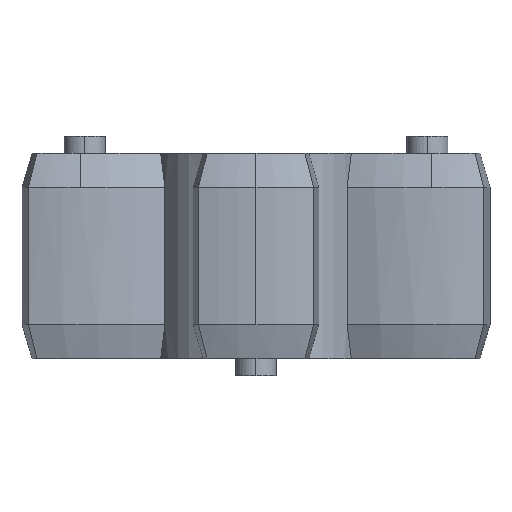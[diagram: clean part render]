
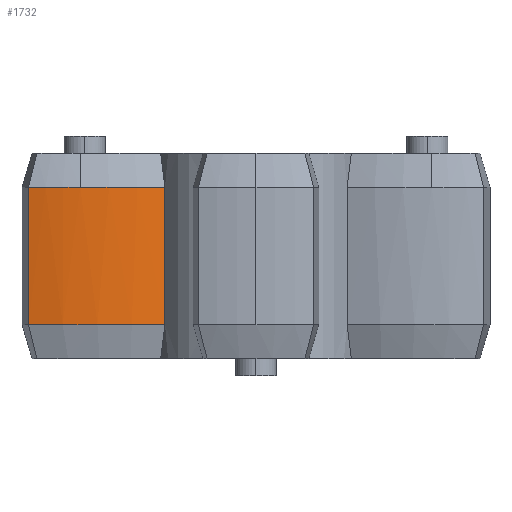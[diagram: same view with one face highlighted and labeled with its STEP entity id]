
A CAD part, left-side view. The second image highlights one B-rep face of the part: STEP entity #1732.
In plain terms, the highlighted cylindrical face has radius 6.975 mm (diameter 13.95 mm), a partial arc.
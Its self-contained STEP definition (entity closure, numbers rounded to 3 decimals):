
#142 = EDGE_CURVE ( 'NONE', #1266, #908, #1740, .T. ) ;
#196 = DIRECTION ( 'NONE',  ( 0., 0., -1. ) ) ;
#337 = DIRECTION ( 'NONE',  ( 0., 0., 1. ) ) ;
#378 = DIRECTION ( 'NONE',  ( 1., 0., 0. ) ) ;
#429 = CIRCLE ( 'NONE', #1034, 6.975 ) ;
#439 = VECTOR ( 'NONE', #337, 1000. ) ;
#465 = EDGE_LOOP ( 'NONE', ( #1025, #840, #1744, #786, #923 ) ) ;
#504 = CARTESIAN_POINT ( 'NONE',  ( -1.682, 6.64, 2. ) ) ;
#555 = CARTESIAN_POINT ( 'NONE',  ( -1.396, 2.655, -2. ) ) ;
#570 = CIRCLE ( 'NONE', #1501, 6.975 ) ;
#623 = CIRCLE ( 'NONE', #1042, 6.975 ) ;
#689 = CARTESIAN_POINT ( 'NONE',  ( 5.127, 5.127, 2. ) ) ;
#753 = EDGE_CURVE ( 'NONE', #977, #1593, #429, .T. ) ;
#755 = CARTESIAN_POINT ( 'NONE',  ( -1.848, 5.127, 2. ) ) ;
#777 = DIRECTION ( 'NONE',  ( 1., 0., 0. ) ) ;
#784 = CARTESIAN_POINT ( 'NONE',  ( 5.127, 5.127, 2. ) ) ;
#786 = ORIENTED_EDGE ( 'NONE', *, *, #753, .T. ) ;
#833 = DIRECTION ( 'NONE',  ( 1., 0., 0. ) ) ;
#840 = ORIENTED_EDGE ( 'NONE', *, *, #1882, .T. ) ;
#845 = CARTESIAN_POINT ( 'NONE',  ( -1.682, 6.64, -3. ) ) ;
#890 = EDGE_CURVE ( 'NONE', #1593, #908, #570, .T. ) ;
#895 = CARTESIAN_POINT ( 'NONE',  ( -1.396, 2.655, 2. ) ) ;
#900 = VECTOR ( 'NONE', #1006, 1000. ) ;
#908 = VERTEX_POINT ( 'NONE', #504 ) ;
#923 = ORIENTED_EDGE ( 'NONE', *, *, #890, .T. ) ;
#960 = CARTESIAN_POINT ( 'NONE',  ( -1.396, 2.655, -3. ) ) ;
#977 = VERTEX_POINT ( 'NONE', #895 ) ;
#1006 = DIRECTION ( 'NONE',  ( 0., 0., 1. ) ) ;
#1025 = ORIENTED_EDGE ( 'NONE', *, *, #142, .F. ) ;
#1034 = AXIS2_PLACEMENT_3D ( 'NONE', #784, #1679, #777 ) ;
#1042 = AXIS2_PLACEMENT_3D ( 'NONE', #1924, #1646, #833 ) ;
#1137 = CYLINDRICAL_SURFACE ( 'NONE', #1489, 6.975 ) ;
#1266 = VERTEX_POINT ( 'NONE', #1373 ) ;
#1373 = CARTESIAN_POINT ( 'NONE',  ( -1.682, 6.64, -2. ) ) ;
#1398 = DIRECTION ( 'NONE',  ( 1., 0., 0. ) ) ;
#1489 = AXIS2_PLACEMENT_3D ( 'NONE', #1564, #1738, #1398 ) ;
#1501 = AXIS2_PLACEMENT_3D ( 'NONE', #689, #196, #378 ) ;
#1564 = CARTESIAN_POINT ( 'NONE',  ( 5.127, 5.127, -3. ) ) ;
#1585 = LINE ( 'NONE', #960, #439 ) ;
#1593 = VERTEX_POINT ( 'NONE', #755 ) ;
#1646 = DIRECTION ( 'NONE',  ( 0., 0., 1. ) ) ;
#1679 = DIRECTION ( 'NONE',  ( 0., 0., -1. ) ) ;
#1724 = FACE_OUTER_BOUND ( 'NONE', #465, .T. ) ;
#1732 = ADVANCED_FACE ( 'NONE', ( #1724 ), #1137, .T. ) ;
#1738 = DIRECTION ( 'NONE',  ( 0., 0., 1. ) ) ;
#1740 = LINE ( 'NONE', #845, #900 ) ;
#1744 = ORIENTED_EDGE ( 'NONE', *, *, #1768, .T. ) ;
#1768 = EDGE_CURVE ( 'NONE', #1863, #977, #1585, .T. ) ;
#1863 = VERTEX_POINT ( 'NONE', #555 ) ;
#1882 = EDGE_CURVE ( 'NONE', #1266, #1863, #623, .T. ) ;
#1924 = CARTESIAN_POINT ( 'NONE',  ( 5.127, 5.127, -2. ) ) ;
